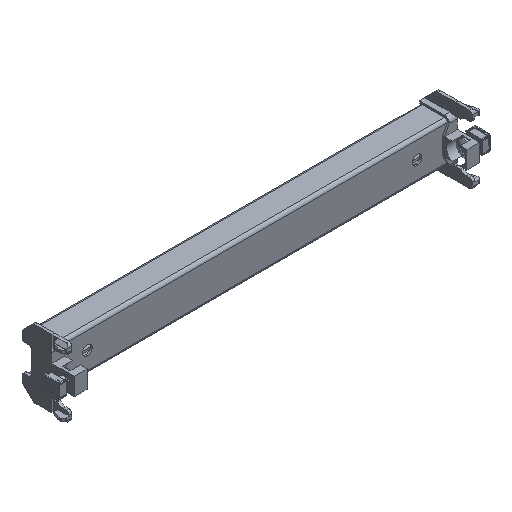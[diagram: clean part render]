
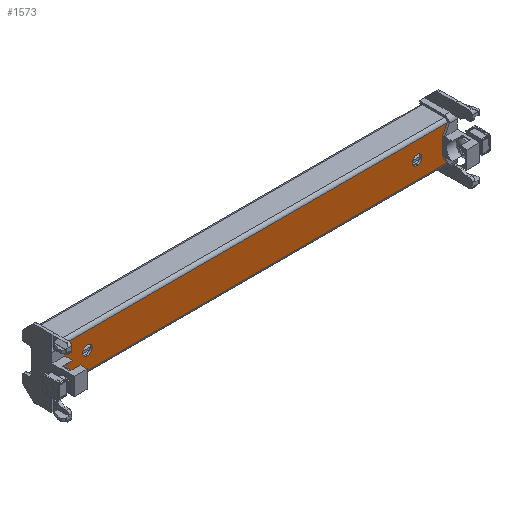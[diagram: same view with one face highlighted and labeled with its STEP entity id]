
A CAD part, isometric view. The second image highlights one B-rep face of the part: STEP entity #1573.
In plain terms, the highlighted planar face has unit normal (0, -1, 0).
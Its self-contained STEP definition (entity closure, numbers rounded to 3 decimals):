
#26 = VECTOR ( 'NONE', #1207, 1000. ) ;
#28 = LINE ( 'NONE', #1196, #26 ) ;
#554 = DIRECTION ( 'NONE',  ( 0., 0., 1. ) ) ;
#556 = DIRECTION ( 'NONE',  ( 0., -1., 0. ) ) ;
#560 = CARTESIAN_POINT ( 'NONE',  ( 121.5, -1.5, 0. ) ) ;
#610 = DIRECTION ( 'NONE',  ( 0., 0., 1. ) ) ;
#612 = DIRECTION ( 'NONE',  ( 0., -1., 0. ) ) ;
#614 = CARTESIAN_POINT ( 'NONE',  ( -121.5, -1.5, 0. ) ) ;
#871 = CIRCLE ( 'NONE', #5028, 3.5 ) ;
#895 = CIRCLE ( 'NONE', #5026, 3.5 ) ;
#1114 = EDGE_CURVE ( 'NONE', #3395, #8781, #895, .T. ) ;
#1126 = EDGE_CURVE ( 'NONE', #3338, #3383, #871, .T. ) ;
#1159 = EDGE_CURVE ( 'NONE', #8781, #3395, #8169, .T. ) ;
#1196 = CARTESIAN_POINT ( 'NONE',  ( -147.5, -1.5, -15. ) ) ;
#1198 = CARTESIAN_POINT ( 'NONE',  ( 121.5, -1.5, 3.5 ) ) ;
#1207 = DIRECTION ( 'NONE',  ( 0., 0., 1. ) ) ;
#1263 = CARTESIAN_POINT ( 'NONE',  ( 147.5, -1.5, -12.75 ) ) ;
#1300 = CARTESIAN_POINT ( 'NONE',  ( -147.5, -1.5, -12.75 ) ) ;
#1573 = ADVANCED_FACE ( 'NONE', ( #3308, #3292, #3294 ), #6226, .F. ) ;
#1748 = ORIENTED_EDGE ( 'NONE', *, *, #1114, .F. ) ;
#1790 = ORIENTED_EDGE ( 'NONE', *, *, #3548, .F. ) ;
#1795 = ORIENTED_EDGE ( 'NONE', *, *, #3549, .T. ) ;
#1801 = ORIENTED_EDGE ( 'NONE', *, *, #3550, .F. ) ;
#1803 = ORIENTED_EDGE ( 'NONE', *, *, #1126, .F. ) ;
#1825 = ORIENTED_EDGE ( 'NONE', *, *, #8710, .F. ) ;
#1954 = ORIENTED_EDGE ( 'NONE', *, *, #1159, .F. ) ;
#1967 = ORIENTED_EDGE ( 'NONE', *, *, #3547, .T. ) ;
#3125 = CARTESIAN_POINT ( 'NONE',  ( 147.5, -1.5, 12.75 ) ) ;
#3292 = FACE_BOUND ( 'NONE', #4856, .T. ) ;
#3294 = FACE_OUTER_BOUND ( 'NONE', #4840, .T. ) ;
#3308 = FACE_BOUND ( 'NONE', #4860, .T. ) ;
#3338 = VERTEX_POINT ( 'NONE', #7405 ) ;
#3383 = VERTEX_POINT ( 'NONE', #7347 ) ;
#3394 = VERTEX_POINT ( 'NONE', #5789 ) ;
#3395 = VERTEX_POINT ( 'NONE', #5790 ) ;
#3547 = EDGE_CURVE ( 'NONE', #6874, #3394, #7163, .T. ) ;
#3548 = EDGE_CURVE ( 'NONE', #6874, #8770, #7166, .T. ) ;
#3549 = EDGE_CURVE ( 'NONE', #8834, #8770, #7162, .T. ) ;
#3550 = EDGE_CURVE ( 'NONE', #3383, #3338, #7158, .T. ) ;
#4840 = EDGE_LOOP ( 'NONE', ( #1795, #1790, #1967, #1825 ) ) ;
#4856 = EDGE_LOOP ( 'NONE', ( #1803, #1801 ) ) ;
#4860 = EDGE_LOOP ( 'NONE', ( #1954, #1748 ) ) ;
#4926 = AXIS2_PLACEMENT_3D ( 'NONE', #8604, #8602, #8601 ) ;
#5026 = AXIS2_PLACEMENT_3D ( 'NONE', #560, #556, #554 ) ;
#5028 = AXIS2_PLACEMENT_3D ( 'NONE', #614, #612, #610 ) ;
#5030 = AXIS2_PLACEMENT_3D ( 'NONE', #8450, #8429, #8438 ) ;
#5789 = CARTESIAN_POINT ( 'NONE',  ( -147.5, -1.5, 12.75 ) ) ;
#5790 = CARTESIAN_POINT ( 'NONE',  ( 121.5, -1.5, -3.5 ) ) ;
#6223 = DIRECTION ( 'NONE',  ( 0., 0., 1. ) ) ;
#6226 = PLANE ( 'NONE',  #8875 ) ;
#6230 = CARTESIAN_POINT ( 'NONE',  ( 147.5, -1.5, 15. ) ) ;
#6247 = DIRECTION ( 'NONE',  ( 0., 1., 0. ) ) ;
#6874 = VERTEX_POINT ( 'NONE', #3125 ) ;
#7157 = VECTOR ( 'NONE', #8608, 1000. ) ;
#7158 = CIRCLE ( 'NONE', #4926, 3.5 ) ;
#7159 = VECTOR ( 'NONE', #8610, 1000. ) ;
#7161 = VECTOR ( 'NONE', #8626, 1000. ) ;
#7162 = LINE ( 'NONE', #8618, #7157 ) ;
#7163 = LINE ( 'NONE', #8631, #7161 ) ;
#7166 = LINE ( 'NONE', #8616, #7159 ) ;
#7347 = CARTESIAN_POINT ( 'NONE',  ( -121.5, -1.5, -3.5 ) ) ;
#7405 = CARTESIAN_POINT ( 'NONE',  ( -121.5, -1.5, 3.5 ) ) ;
#8169 = CIRCLE ( 'NONE', #5030, 3.5 ) ;
#8429 = DIRECTION ( 'NONE',  ( 0., -1., 0. ) ) ;
#8438 = DIRECTION ( 'NONE',  ( 0., 0., 1. ) ) ;
#8450 = CARTESIAN_POINT ( 'NONE',  ( 121.5, -1.5, 0. ) ) ;
#8601 = DIRECTION ( 'NONE',  ( 0., 0., 1. ) ) ;
#8602 = DIRECTION ( 'NONE',  ( 0., -1., 0. ) ) ;
#8604 = CARTESIAN_POINT ( 'NONE',  ( -121.5, -1.5, 0. ) ) ;
#8608 = DIRECTION ( 'NONE',  ( 1., 0., 0. ) ) ;
#8610 = DIRECTION ( 'NONE',  ( 0., 0., -1. ) ) ;
#8616 = CARTESIAN_POINT ( 'NONE',  ( 147.5, -1.5, -15. ) ) ;
#8618 = CARTESIAN_POINT ( 'NONE',  ( -147.5, -1.5, -12.75 ) ) ;
#8626 = DIRECTION ( 'NONE',  ( -1., 0., 0. ) ) ;
#8631 = CARTESIAN_POINT ( 'NONE',  ( 147.5, -1.5, 12.75 ) ) ;
#8710 = EDGE_CURVE ( 'NONE', #8834, #3394, #28, .T. ) ;
#8770 = VERTEX_POINT ( 'NONE', #1263 ) ;
#8781 = VERTEX_POINT ( 'NONE', #1198 ) ;
#8834 = VERTEX_POINT ( 'NONE', #1300 ) ;
#8875 = AXIS2_PLACEMENT_3D ( 'NONE', #6230, #6247, #6223 ) ;
